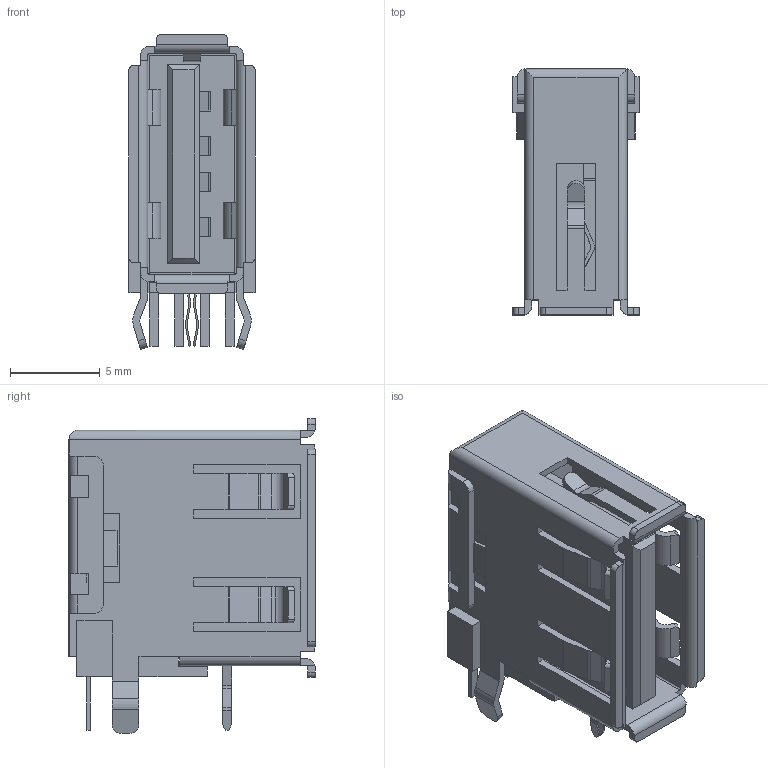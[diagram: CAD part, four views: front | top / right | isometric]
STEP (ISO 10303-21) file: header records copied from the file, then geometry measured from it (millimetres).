
FILE_DESCRIPTION (( 'STEP AP214' ), '1' );
FILE_NAME ('USB-265-BRW.STEP', '2022-03-17T11:21:02', ( '' ), ( '' ), 'SwSTEP 2.0', 'SolidWorks 2017', '' );
FILE_SCHEMA (( 'AUTOMOTIVE_DESIGN' ));
Length unit declared in the file: millimetre
Products named in the file (4): USB-265-BRW; USB-TH_USB-265-BRY; COMPOUND_2; U1_2
Assembly tree (3 placements, depth 4):
  USB-265-BRW
    U1_2
      USB-TH_USB-265-BRY
        COMPOUND_2
Bounding box: 7.02 x 13.7 x 17.51 mm (x, y, z)
Volume: 641.7 mm3; surface area: 1707.9 mm2
Topology: 5 solids, 5 shells, 481 faces, 1371 edges, 900 vertices
Faces by surface type: plane 371, cylinder 96, bspline 14
Entity records: 21670 total; most frequent: CARTESIAN_POINT 3576, ORIENTED_EDGE 2742, DIRECTION 2493, EDGE_CURVE 1371, LINE 1131, VECTOR 1131, VERTEX_POINT 900, AXIS2_PLACEMENT_3D 681
